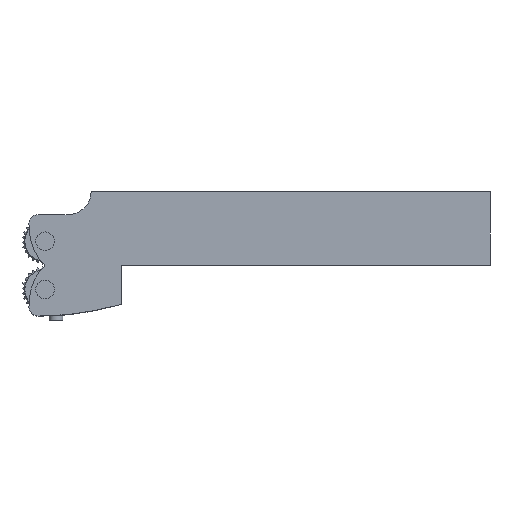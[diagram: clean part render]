
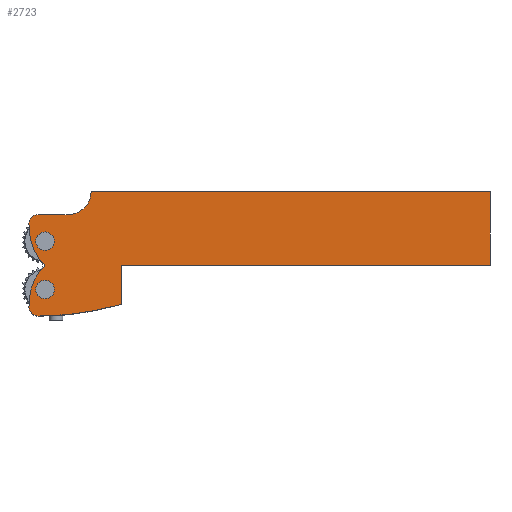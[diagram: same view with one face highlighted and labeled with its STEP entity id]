
A CAD part, top view. The second image highlights one B-rep face of the part: STEP entity #2723.
In plain terms, the highlighted face is planar.
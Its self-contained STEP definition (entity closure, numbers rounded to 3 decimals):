
#132=FACE_BOUND('',#951,.T.);
#133=FACE_BOUND('',#952,.T.);
#200=PLANE('',#3057);
#334=LINE('',#5408,#482);
#337=LINE('',#5422,#485);
#338=LINE('',#5424,#486);
#339=LINE('',#5426,#487);
#340=LINE('',#5428,#488);
#482=VECTOR('',#3626,10.);
#485=VECTOR('',#3639,10.);
#486=VECTOR('',#3640,10.);
#487=VECTOR('',#3641,10.);
#488=VECTOR('',#3642,10.);
#799=FACE_OUTER_BOUND('',#950,.T.);
#950=EDGE_LOOP('',(#2479,#2480,#2481,#2482,#2483,#2484,#2485,#2486,#2487,
#2488,#2489));
#951=EDGE_LOOP('',(#2490));
#952=EDGE_LOOP('',(#2491));
#1059=CIRCLE('',#3054,2.);
#1061=CIRCLE('',#3058,12.);
#1062=CIRCLE('',#3059,12.);
#1063=CIRCLE('',#3060,2.);
#1064=CIRCLE('',#3061,65.);
#1065=CIRCLE('',#3062,5.);
#1066=CIRCLE('',#3063,2.);
#1067=CIRCLE('',#3064,2.);
#1324=VERTEX_POINT('',#5398);
#1325=VERTEX_POINT('',#5399);
#1328=VERTEX_POINT('',#5407);
#1330=VERTEX_POINT('',#5413);
#1331=VERTEX_POINT('',#5415);
#1332=VERTEX_POINT('',#5417);
#1333=VERTEX_POINT('',#5419);
#1334=VERTEX_POINT('',#5421);
#1335=VERTEX_POINT('',#5423);
#1336=VERTEX_POINT('',#5425);
#1337=VERTEX_POINT('',#5427);
#1338=VERTEX_POINT('',#5430);
#1339=VERTEX_POINT('',#5432);
#1716=EDGE_CURVE('',#1324,#1325,#1059,.T.);
#1720=EDGE_CURVE('',#1328,#1325,#334,.T.);
#1723=EDGE_CURVE('',#1324,#1330,#1061,.T.);
#1724=EDGE_CURVE('',#1330,#1331,#1062,.T.);
#1725=EDGE_CURVE('',#1332,#1331,#1063,.T.);
#1726=EDGE_CURVE('',#1332,#1333,#1064,.T.);
#1727=EDGE_CURVE('',#1334,#1333,#337,.T.);
#1728=EDGE_CURVE('',#1334,#1335,#338,.T.);
#1729=EDGE_CURVE('',#1336,#1335,#339,.T.);
#1730=EDGE_CURVE('',#1336,#1337,#340,.T.);
#1731=EDGE_CURVE('',#1337,#1328,#1065,.T.);
#1732=EDGE_CURVE('',#1338,#1338,#1066,.T.);
#1733=EDGE_CURVE('',#1339,#1339,#1067,.T.);
#2479=ORIENTED_EDGE('',*,*,#1716,.F.);
#2480=ORIENTED_EDGE('',*,*,#1723,.T.);
#2481=ORIENTED_EDGE('',*,*,#1724,.T.);
#2482=ORIENTED_EDGE('',*,*,#1725,.F.);
#2483=ORIENTED_EDGE('',*,*,#1726,.T.);
#2484=ORIENTED_EDGE('',*,*,#1727,.F.);
#2485=ORIENTED_EDGE('',*,*,#1728,.T.);
#2486=ORIENTED_EDGE('',*,*,#1729,.F.);
#2487=ORIENTED_EDGE('',*,*,#1730,.T.);
#2488=ORIENTED_EDGE('',*,*,#1731,.T.);
#2489=ORIENTED_EDGE('',*,*,#1720,.T.);
#2490=ORIENTED_EDGE('',*,*,#1732,.T.);
#2491=ORIENTED_EDGE('',*,*,#1733,.T.);
#2723=ADVANCED_FACE('',(#799,#132,#133),#200,.T.);
#3054=AXIS2_PLACEMENT_3D('',#5400,#3618,#3619);
#3057=AXIS2_PLACEMENT_3D('',#5412,#3629,#3630);
#3058=AXIS2_PLACEMENT_3D('',#5414,#3631,#3632);
#3059=AXIS2_PLACEMENT_3D('',#5416,#3633,#3634);
#3060=AXIS2_PLACEMENT_3D('',#5418,#3635,#3636);
#3061=AXIS2_PLACEMENT_3D('',#5420,#3637,#3638);
#3062=AXIS2_PLACEMENT_3D('',#5429,#3643,#3644);
#3063=AXIS2_PLACEMENT_3D('',#5431,#3645,#3646);
#3064=AXIS2_PLACEMENT_3D('',#5433,#3647,#3648);
#3618=DIRECTION('center_axis',(0.,0.,
1.));
#3619=DIRECTION('ref_axis',(-0.727,0.687,0.));
#3626=DIRECTION('',(0.,1.,0.));
#3629=DIRECTION('center_axis',(0.,0.,
-1.));
#3630=DIRECTION('ref_axis',(0.,1.,0.));
#3631=DIRECTION('center_axis',(0.,0.,
-1.));
#3632=DIRECTION('ref_axis',(0.563,0.827,0.));
#3633=DIRECTION('center_axis',(0.,0.,
-1.));
#3634=DIRECTION('ref_axis',(0.056,0.998,0.));
#3635=DIRECTION('center_axis',(0.,0.,
1.));
#3636=DIRECTION('ref_axis',(0.727,0.687,0.));
#3637=DIRECTION('center_axis',(0.,0.,
-1.));
#3638=DIRECTION('ref_axis',(0.98,-0.2,0.));
#3639=DIRECTION('',(1.,0.,0.));
#3640=DIRECTION('',(0.,-1.,0.));
#3641=DIRECTION('',(1.,0.,0.));
#3642=DIRECTION('',(0.,1.,0.));
#3643=DIRECTION('center_axis',(0.,0.,
1.));
#3644=DIRECTION('ref_axis',(0.707,-0.707,0.));
#3645=DIRECTION('center_axis',(0.,0.,
1.));
#3646=DIRECTION('ref_axis',(-1.,0.,0.));
#3647=DIRECTION('center_axis',(0.,0.,
1.));
#3648=DIRECTION('ref_axis',(-1.,0.,0.));
#5398=CARTESIAN_POINT('',(-5.112,109.981,-12.));
#5399=CARTESIAN_POINT('',(-7.,107.984,-12.));
#5400=CARTESIAN_POINT('Origin',(-5.,107.984,-12.));
#5407=CARTESIAN_POINT('',(-7.,101.5,-12.));
#5408=CARTESIAN_POINT('',(-7.,98.775,-12.));
#5412=CARTESIAN_POINT('Origin',(4.,95.,-12.));
#5413=CARTESIAN_POINT('',(4.,106.53,-12.));
#5414=CARTESIAN_POINT('Origin',(-4.44,98.,-12.));
#5415=CARTESIAN_POINT('',(13.112,109.981,-12.));
#5416=CARTESIAN_POINT('Origin',(12.44,98.,-12.));
#5417=CARTESIAN_POINT('',(15.,107.984,-12.));
#5418=CARTESIAN_POINT('Origin',(13.,107.984,-12.));
#5419=CARTESIAN_POINT('',(12.463,90.,-12.));
#5420=CARTESIAN_POINT('Origin',(-50.,107.984,-12.));
#5421=CARTESIAN_POINT('',(4.,90.,-12.));
#5422=CARTESIAN_POINT('',(6.422,90.,-12.));
#5423=CARTESIAN_POINT('',(4.,10.,-12.));
#5424=CARTESIAN_POINT('',(4.,47.5,-12.));
#5425=CARTESIAN_POINT('',(-12.,10.,-12.));
#5426=CARTESIAN_POINT('',(0.,10.,-12.));
#5427=CARTESIAN_POINT('',(-12.,96.5,-12.));
#5428=CARTESIAN_POINT('',(-12.,71.625,-12.));
#5429=CARTESIAN_POINT('Origin',(-12.,101.5,-12.));
#5430=CARTESIAN_POINT('',(11.25,106.5,-12.));
#5431=CARTESIAN_POINT('Origin',(9.25,106.5,-12.));
#5432=CARTESIAN_POINT('',(0.75,106.5,-12.));
#5433=CARTESIAN_POINT('Origin',(-1.25,106.5,-12.));
